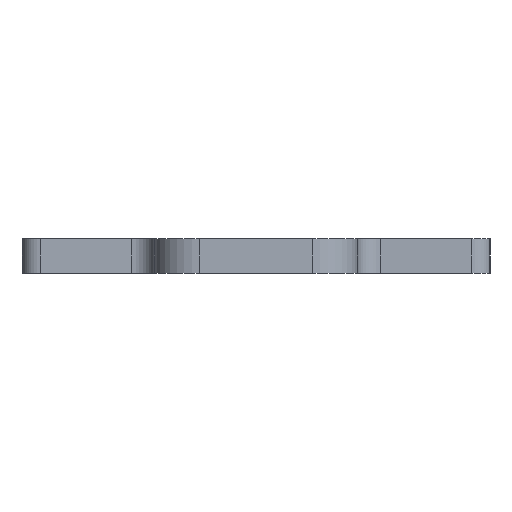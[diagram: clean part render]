
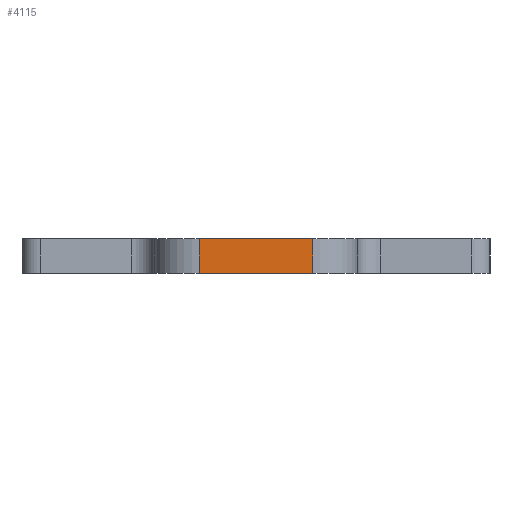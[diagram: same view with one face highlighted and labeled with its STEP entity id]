
A CAD part, left-side view. The second image highlights one B-rep face of the part: STEP entity #4115.
In plain terms, the highlighted planar face has unit normal (-1, 0, 0).
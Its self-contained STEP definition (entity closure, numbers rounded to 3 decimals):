
#4088 = VERTEX_POINT('',#4089);
#4089 = CARTESIAN_POINT('',(46.156,14.47,1.545));
#4096 = EDGE_CURVE('',#4097,#4088,#4099,.T.);
#4097 = VERTEX_POINT('',#4098);
#4098 = CARTESIAN_POINT('',(46.156,14.47,0.));
#4099 = LINE('',#4100,#4101);
#4100 = CARTESIAN_POINT('',(46.156,14.47,0.));
#4101 = VECTOR('',#4102,1.);
#4102 = DIRECTION('',(0.,0.,1.));
#4115 = ADVANCED_FACE('',(#4116),#4141,.F.);
#4116 = FACE_BOUND('',#4117,.F.);
#4117 = EDGE_LOOP('',(#4118,#4119,#4127,#4135));
#4118 = ORIENTED_EDGE('',*,*,#4096,.T.);
#4119 = ORIENTED_EDGE('',*,*,#4120,.T.);
#4120 = EDGE_CURVE('',#4088,#4121,#4123,.T.);
#4121 = VERTEX_POINT('',#4122);
#4122 = CARTESIAN_POINT('',(46.156,9.47,1.545));
#4123 = LINE('',#4124,#4125);
#4124 = CARTESIAN_POINT('',(46.156,14.47,1.545));
#4125 = VECTOR('',#4126,1.);
#4126 = DIRECTION('',(0.,-1.,0.));
#4127 = ORIENTED_EDGE('',*,*,#4128,.F.);
#4128 = EDGE_CURVE('',#4129,#4121,#4131,.T.);
#4129 = VERTEX_POINT('',#4130);
#4130 = CARTESIAN_POINT('',(46.156,9.47,0.));
#4131 = LINE('',#4132,#4133);
#4132 = CARTESIAN_POINT('',(46.156,9.47,0.));
#4133 = VECTOR('',#4134,1.);
#4134 = DIRECTION('',(0.,0.,1.));
#4135 = ORIENTED_EDGE('',*,*,#4136,.F.);
#4136 = EDGE_CURVE('',#4097,#4129,#4137,.T.);
#4137 = LINE('',#4138,#4139);
#4138 = CARTESIAN_POINT('',(46.156,14.47,0.));
#4139 = VECTOR('',#4140,1.);
#4140 = DIRECTION('',(0.,-1.,0.));
#4141 = PLANE('',#4142);
#4142 = AXIS2_PLACEMENT_3D('',#4143,#4144,#4145);
#4143 = CARTESIAN_POINT('',(46.156,14.47,0.));
#4144 = DIRECTION('',(1.,0.,0.));
#4145 = DIRECTION('',(0.,-1.,0.));
